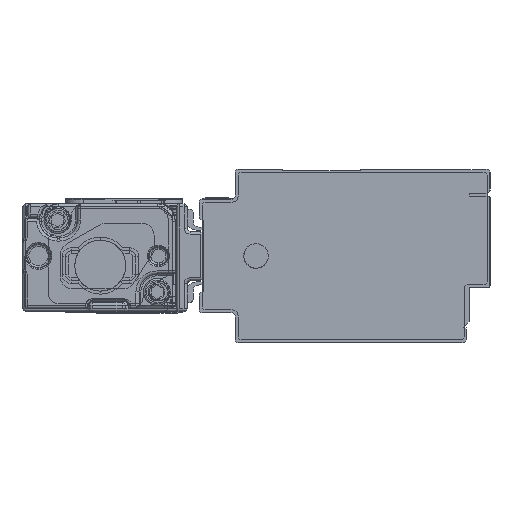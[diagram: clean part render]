
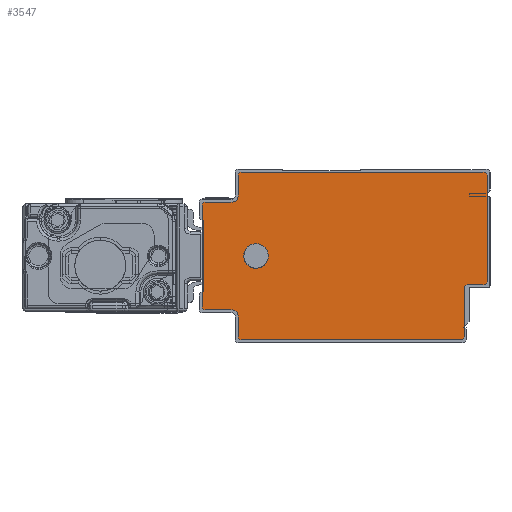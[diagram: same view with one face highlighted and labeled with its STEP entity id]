
A CAD part, left-side view. The second image highlights one B-rep face of the part: STEP entity #3547.
In plain terms, the highlighted planar face has unit normal (-1, 0, 0).
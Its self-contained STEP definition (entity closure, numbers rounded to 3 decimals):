
#1587=AXIS2_PLACEMENT_3D('Circle Axis2P3D',#1585,#1586,$) ;
#1625=AXIS2_PLACEMENT_3D('Circle Axis2P3D',#1623,#1624,$) ;
#1663=AXIS2_PLACEMENT_3D('Circle Axis2P3D',#1661,#1662,$) ;
#1701=AXIS2_PLACEMENT_3D('Circle Axis2P3D',#1699,#1700,$) ;
#3430=AXIS2_PLACEMENT_3D('Plane Axis2P3D',#3427,#3428,#3429) ;
#3434=AXIS2_PLACEMENT_3D('Circle Axis2P3D',#3432,#3433,$) ;
#3448=AXIS2_PLACEMENT_3D('Circle Axis2P3D',#3446,#3447,$) ;
#3462=AXIS2_PLACEMENT_3D('Circle Axis2P3D',#3460,#3461,$) ;
#3476=AXIS2_PLACEMENT_3D('Circle Axis2P3D',#3474,#3475,$) ;
#3490=AXIS2_PLACEMENT_3D('Circle Axis2P3D',#3488,#3489,$) ;
#3504=AXIS2_PLACEMENT_3D('Circle Axis2P3D',#3502,#3503,$) ;
#3531=AXIS2_PLACEMENT_3D('Circle Axis2P3D',#3529,#3530,$) ;
#3540=AXIS2_PLACEMENT_3D('Circle Axis2P3D',#3538,#3539,$) ;
#1543=CARTESIAN_POINT('Line Origine',(-1575.5,44.,14.5)) ;
#1547=CARTESIAN_POINT('Vertex',(-1575.5,44.,6.)) ;
#1549=CARTESIAN_POINT('Vertex',(-1575.5,44.,23.)) ;
#1585=CARTESIAN_POINT('Axis2P3D Location',(-1575.5,43.5,23.)) ;
#1589=CARTESIAN_POINT('Vertex',(-1575.5,43.5,23.5)) ;
#1604=CARTESIAN_POINT('Line Origine',(-1575.5,41.25,23.5)) ;
#1608=CARTESIAN_POINT('Vertex',(-1575.5,39.,23.5)) ;
#1623=CARTESIAN_POINT('Axis2P3D Location',(-1575.5,39.,24.5)) ;
#1627=CARTESIAN_POINT('Vertex',(-1575.5,38.,24.5)) ;
#1642=CARTESIAN_POINT('Line Origine',(-1575.5,38.,26.25)) ;
#1646=CARTESIAN_POINT('Vertex',(-1575.5,38.,28.)) ;
#1661=CARTESIAN_POINT('Axis2P3D Location',(-1575.5,37.5,28.)) ;
#1665=CARTESIAN_POINT('Vertex',(-1575.5,37.5,28.5)) ;
#1680=CARTESIAN_POINT('Line Origine',(-1575.5,17.25,28.5)) ;
#1684=CARTESIAN_POINT('Vertex',(-1575.5,-3.,28.5)) ;
#1699=CARTESIAN_POINT('Axis2P3D Location',(-1575.5,-3.,28.)) ;
#1703=CARTESIAN_POINT('Vertex',(-1575.5,-3.5,28.)) ;
#1718=CARTESIAN_POINT('Line Origine',(-1575.5,-3.5,19.1)) ;
#1722=CARTESIAN_POINT('Vertex',(-1575.5,-3.5,10.2)) ;
#3427=CARTESIAN_POINT('Axis2P3D Location',(-1575.5,0.,0.)) ;
#3432=CARTESIAN_POINT('Axis2P3D Location',(-1575.5,43.5,6.)) ;
#3436=CARTESIAN_POINT('Vertex',(-1575.5,43.5,5.5)) ;
#3439=CARTESIAN_POINT('Line Origine',(-1575.5,41.25,5.5)) ;
#3443=CARTESIAN_POINT('Vertex',(-1575.5,39.,5.5)) ;
#3446=CARTESIAN_POINT('Axis2P3D Location',(-1575.5,39.,4.5)) ;
#3450=CARTESIAN_POINT('Vertex',(-1575.5,38.,4.5)) ;
#3453=CARTESIAN_POINT('Line Origine',(-1575.5,38.,2.75)) ;
#3457=CARTESIAN_POINT('Vertex',(-1575.5,38.,1.)) ;
#3460=CARTESIAN_POINT('Axis2P3D Location',(-1575.5,37.5,1.)) ;
#3464=CARTESIAN_POINT('Vertex',(-1575.5,37.5,0.5)) ;
#3467=CARTESIAN_POINT('Line Origine',(-1575.5,19.15,0.5)) ;
#3471=CARTESIAN_POINT('Vertex',(-1575.5,0.8,0.5)) ;
#3474=CARTESIAN_POINT('Axis2P3D Location',(-1575.5,0.8,1.)) ;
#3478=CARTESIAN_POINT('Vertex',(-1575.5,0.3,1.)) ;
#3481=CARTESIAN_POINT('Line Origine',(-1575.5,0.3,5.1)) ;
#3485=CARTESIAN_POINT('Vertex',(-1575.5,0.3,9.2)) ;
#3488=CARTESIAN_POINT('Axis2P3D Location',(-1575.5,-0.2,9.2)) ;
#3492=CARTESIAN_POINT('Vertex',(-1575.5,-0.2,9.7)) ;
#3495=CARTESIAN_POINT('Line Origine',(-1575.5,-1.6,9.7)) ;
#3499=CARTESIAN_POINT('Vertex',(-1575.5,-3.,9.7)) ;
#3502=CARTESIAN_POINT('Axis2P3D Location',(-1575.5,-3.,10.2)) ;
#3529=CARTESIAN_POINT('Axis2P3D Location',(-1575.5,35.,14.5)) ;
#3533=CARTESIAN_POINT('Vertex',(-1575.5,33.186,13.509)) ;
#3535=CARTESIAN_POINT('Vertex',(-1575.5,36.814,15.491)) ;
#3538=CARTESIAN_POINT('Axis2P3D Location',(-1575.5,35.,14.5)) ;
#1544=DIRECTION('Vector Direction',(0.,0.,1.)) ;
#1586=DIRECTION('Axis2P3D Direction',(1.,0.,0.)) ;
#1605=DIRECTION('Vector Direction',(0.,1.,0.)) ;
#1624=DIRECTION('Axis2P3D Direction',(1.,0.,0.)) ;
#1643=DIRECTION('Vector Direction',(0.,0.,1.)) ;
#1662=DIRECTION('Axis2P3D Direction',(1.,0.,0.)) ;
#1681=DIRECTION('Vector Direction',(0.,1.,0.)) ;
#1700=DIRECTION('Axis2P3D Direction',(1.,0.,-0.)) ;
#1719=DIRECTION('Vector Direction',(0.,0.,-1.)) ;
#3428=DIRECTION('Axis2P3D Direction',(1.,0.,0.)) ;
#3429=DIRECTION('Axis2P3D XDirection',(0.,1.,0.)) ;
#3433=DIRECTION('Axis2P3D Direction',(1.,0.,0.)) ;
#3440=DIRECTION('Vector Direction',(0.,-1.,0.)) ;
#3447=DIRECTION('Axis2P3D Direction',(1.,0.,0.)) ;
#3454=DIRECTION('Vector Direction',(0.,0.,1.)) ;
#3461=DIRECTION('Axis2P3D Direction',(1.,0.,0.)) ;
#3468=DIRECTION('Vector Direction',(0.,-1.,0.)) ;
#3475=DIRECTION('Axis2P3D Direction',(1.,0.,0.)) ;
#3482=DIRECTION('Vector Direction',(0.,0.,-1.)) ;
#3489=DIRECTION('Axis2P3D Direction',(1.,0.,0.)) ;
#3496=DIRECTION('Vector Direction',(0.,1.,0.)) ;
#3503=DIRECTION('Axis2P3D Direction',(1.,0.,0.)) ;
#3530=DIRECTION('Axis2P3D Direction',(1.,0.,0.)) ;
#3539=DIRECTION('Axis2P3D Direction',(1.,0.,0.)) ;
#1545=VECTOR('Line Direction',#1544,1.) ;
#1606=VECTOR('Line Direction',#1605,1.) ;
#1644=VECTOR('Line Direction',#1643,1.) ;
#1682=VECTOR('Line Direction',#1681,1.) ;
#1720=VECTOR('Line Direction',#1719,1.) ;
#3441=VECTOR('Line Direction',#3440,1.) ;
#3455=VECTOR('Line Direction',#3454,1.) ;
#3469=VECTOR('Line Direction',#3468,1.) ;
#3483=VECTOR('Line Direction',#3482,1.) ;
#3497=VECTOR('Line Direction',#3496,1.) ;
#3508=ORIENTED_EDGE('',*,*,#1686,.F.) ;
#3509=ORIENTED_EDGE('',*,*,#1667,.F.) ;
#3510=ORIENTED_EDGE('',*,*,#1648,.F.) ;
#3511=ORIENTED_EDGE('',*,*,#1629,.F.) ;
#3512=ORIENTED_EDGE('',*,*,#1610,.F.) ;
#3513=ORIENTED_EDGE('',*,*,#1591,.F.) ;
#3514=ORIENTED_EDGE('',*,*,#1551,.F.) ;
#3515=ORIENTED_EDGE('',*,*,#3438,.F.) ;
#3516=ORIENTED_EDGE('',*,*,#3445,.F.) ;
#3517=ORIENTED_EDGE('',*,*,#3452,.F.) ;
#3518=ORIENTED_EDGE('',*,*,#3459,.F.) ;
#3519=ORIENTED_EDGE('',*,*,#3466,.F.) ;
#3520=ORIENTED_EDGE('',*,*,#3473,.F.) ;
#3521=ORIENTED_EDGE('',*,*,#3480,.F.) ;
#3522=ORIENTED_EDGE('',*,*,#3487,.F.) ;
#3523=ORIENTED_EDGE('',*,*,#3494,.F.) ;
#3524=ORIENTED_EDGE('',*,*,#3501,.F.) ;
#3525=ORIENTED_EDGE('',*,*,#3506,.F.) ;
#3526=ORIENTED_EDGE('',*,*,#1724,.F.) ;
#3527=ORIENTED_EDGE('',*,*,#1705,.F.) ;
#3544=ORIENTED_EDGE('',*,*,#3537,.T.) ;
#3545=ORIENTED_EDGE('',*,*,#3542,.T.) ;
#3546=FACE_BOUND('',#3543,.T.) ;
#3547=ADVANCED_FACE('\X2\FF8EFF9EFF83FF9EFF68FF70\X0\.2',(#3528,#3546),#3431,.F.) ;
#1588=CIRCLE('generated circle',#1587,0.5) ;
#1626=CIRCLE('generated circle',#1625,1.) ;
#1664=CIRCLE('generated circle',#1663,0.5) ;
#1702=CIRCLE('generated circle',#1701,0.5) ;
#3435=CIRCLE('generated circle',#3434,0.5) ;
#3449=CIRCLE('generated circle',#3448,1.) ;
#3463=CIRCLE('generated circle',#3462,0.5) ;
#3477=CIRCLE('generated circle',#3476,0.5) ;
#3491=CIRCLE('generated circle',#3490,0.5) ;
#3505=CIRCLE('generated circle',#3504,0.5) ;
#3532=CIRCLE('generated circle',#3531,2.067) ;
#3541=CIRCLE('generated circle',#3540,2.067) ;
#1551=EDGE_CURVE('',#1548,#1550,#1546,.T.) ;
#1591=EDGE_CURVE('',#1550,#1590,#1588,.T.) ;
#1610=EDGE_CURVE('',#1590,#1609,#1607,.F.) ;
#1629=EDGE_CURVE('',#1609,#1628,#1626,.F.) ;
#1648=EDGE_CURVE('',#1628,#1647,#1645,.T.) ;
#1667=EDGE_CURVE('',#1647,#1666,#1664,.T.) ;
#1686=EDGE_CURVE('',#1666,#1685,#1683,.F.) ;
#1705=EDGE_CURVE('',#1685,#1704,#1702,.T.) ;
#1724=EDGE_CURVE('',#1704,#1723,#1721,.T.) ;
#3438=EDGE_CURVE('',#3437,#1548,#3435,.T.) ;
#3445=EDGE_CURVE('',#3444,#3437,#3442,.F.) ;
#3452=EDGE_CURVE('',#3451,#3444,#3449,.F.) ;
#3459=EDGE_CURVE('',#3458,#3451,#3456,.T.) ;
#3466=EDGE_CURVE('',#3465,#3458,#3463,.T.) ;
#3473=EDGE_CURVE('',#3472,#3465,#3470,.F.) ;
#3480=EDGE_CURVE('',#3479,#3472,#3477,.T.) ;
#3487=EDGE_CURVE('',#3486,#3479,#3484,.T.) ;
#3494=EDGE_CURVE('',#3493,#3486,#3491,.F.) ;
#3501=EDGE_CURVE('',#3500,#3493,#3498,.T.) ;
#3506=EDGE_CURVE('',#1723,#3500,#3505,.T.) ;
#3537=EDGE_CURVE('',#3534,#3536,#3532,.T.) ;
#3542=EDGE_CURVE('',#3536,#3534,#3541,.T.) ;
#3507=EDGE_LOOP('',(#3508,#3509,#3510,#3511,#3512,#3513,#3514,#3515,#3516,#3517,#3518,#3519,#3520,#3521,#3522,#3523,#3524,#3525,#3526,#3527)) ;
#3543=EDGE_LOOP('',(#3544,#3545)) ;
#3528=FACE_OUTER_BOUND('',#3507,.T.) ;
#1546=LINE('Line',#1543,#1545) ;
#1607=LINE('Line',#1604,#1606) ;
#1645=LINE('Line',#1642,#1644) ;
#1683=LINE('Line',#1680,#1682) ;
#1721=LINE('Line',#1718,#1720) ;
#3442=LINE('Line',#3439,#3441) ;
#3456=LINE('Line',#3453,#3455) ;
#3470=LINE('Line',#3467,#3469) ;
#3484=LINE('Line',#3481,#3483) ;
#3498=LINE('Line',#3495,#3497) ;
#3431=PLANE('Plane',#3430) ;
#1548=VERTEX_POINT('',#1547) ;
#1550=VERTEX_POINT('',#1549) ;
#1590=VERTEX_POINT('',#1589) ;
#1609=VERTEX_POINT('',#1608) ;
#1628=VERTEX_POINT('',#1627) ;
#1647=VERTEX_POINT('',#1646) ;
#1666=VERTEX_POINT('',#1665) ;
#1685=VERTEX_POINT('',#1684) ;
#1704=VERTEX_POINT('',#1703) ;
#1723=VERTEX_POINT('',#1722) ;
#3437=VERTEX_POINT('',#3436) ;
#3444=VERTEX_POINT('',#3443) ;
#3451=VERTEX_POINT('',#3450) ;
#3458=VERTEX_POINT('',#3457) ;
#3465=VERTEX_POINT('',#3464) ;
#3472=VERTEX_POINT('',#3471) ;
#3479=VERTEX_POINT('',#3478) ;
#3486=VERTEX_POINT('',#3485) ;
#3493=VERTEX_POINT('',#3492) ;
#3500=VERTEX_POINT('',#3499) ;
#3534=VERTEX_POINT('',#3533) ;
#3536=VERTEX_POINT('',#3535) ;
